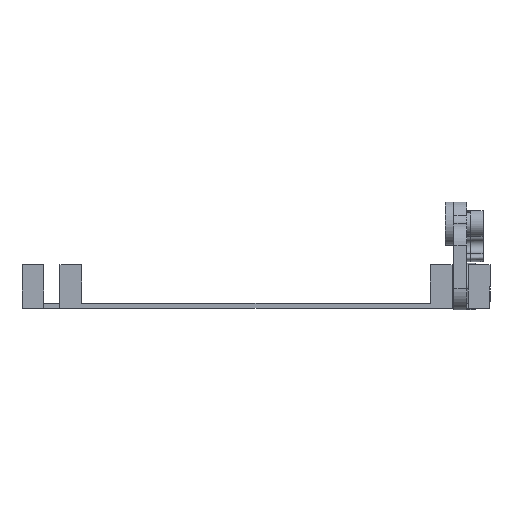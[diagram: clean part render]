
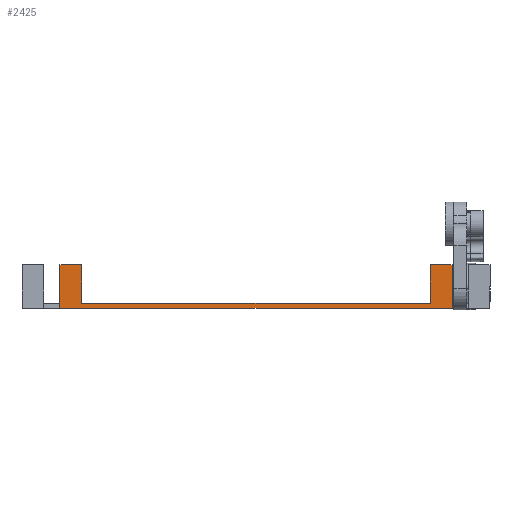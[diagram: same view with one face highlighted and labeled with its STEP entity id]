
A CAD part, left-side view. The second image highlights one B-rep face of the part: STEP entity #2425.
In plain terms, the highlighted planar face has unit normal (-1, 0, 0).
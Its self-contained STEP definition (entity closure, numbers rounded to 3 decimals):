
#150=PLANE('',#2677);
#277=FACE_OUTER_BOUND('',#424,.T.);
#424=EDGE_LOOP('',(#2151,#2152,#2153,#2154,#2155,#2156,#2157,#2158));
#698=LINE('',#5895,#942);
#700=LINE('',#5899,#944);
#701=LINE('',#5902,#945);
#707=LINE('',#5914,#951);
#710=LINE('',#5919,#954);
#725=LINE('',#5949,#969);
#729=LINE('',#5957,#973);
#730=LINE('',#5958,#974);
#942=VECTOR('',#3218,10.);
#944=VECTOR('',#3222,10.);
#945=VECTOR('',#3225,10.);
#951=VECTOR('',#3235,10.);
#954=VECTOR('',#3240,10.);
#969=VECTOR('',#3265,10.);
#973=VECTOR('',#3271,10.);
#974=VECTOR('',#3272,10.);
#1206=VERTEX_POINT('',#5890);
#1207=VERTEX_POINT('',#5893);
#1208=VERTEX_POINT('',#5897);
#1209=VERTEX_POINT('',#5901);
#1213=VERTEX_POINT('',#5913);
#1214=VERTEX_POINT('',#5918);
#1224=VERTEX_POINT('',#5947);
#1227=VERTEX_POINT('',#5956);
#1518=EDGE_CURVE('',#1206,#1207,#698,.T.);
#1520=EDGE_CURVE('',#1208,#1207,#700,.T.);
#1521=EDGE_CURVE('',#1206,#1209,#701,.T.);
#1527=EDGE_CURVE('',#1209,#1213,#707,.T.);
#1530=EDGE_CURVE('',#1213,#1214,#710,.T.);
#1545=EDGE_CURVE('',#1208,#1224,#725,.T.);
#1549=EDGE_CURVE('',#1227,#1224,#729,.T.);
#1550=EDGE_CURVE('',#1214,#1227,#730,.T.);
#2151=ORIENTED_EDGE('',*,*,#1545,.T.);
#2152=ORIENTED_EDGE('',*,*,#1549,.F.);
#2153=ORIENTED_EDGE('',*,*,#1550,.F.);
#2154=ORIENTED_EDGE('',*,*,#1530,.F.);
#2155=ORIENTED_EDGE('',*,*,#1527,.F.);
#2156=ORIENTED_EDGE('',*,*,#1521,.F.);
#2157=ORIENTED_EDGE('',*,*,#1518,.T.);
#2158=ORIENTED_EDGE('',*,*,#1520,.F.);
#2425=ADVANCED_FACE('',(#277),#150,.T.);
#2677=AXIS2_PLACEMENT_3D('',#5955,#3269,#3270);
#3218=DIRECTION('',(0.,0.,1.));
#3222=DIRECTION('',(0.,-1.,0.));
#3225=DIRECTION('',(0.,-1.,0.));
#3235=DIRECTION('',(0.,0.,1.));
#3240=DIRECTION('',(0.,-1.,0.));
#3265=DIRECTION('',(0.,0.,-1.));
#3269=DIRECTION('center_axis',(-1.,0.,0.));
#3270=DIRECTION('ref_axis',(0.,1.,0.));
#3271=DIRECTION('',(0.,1.,0.));
#3272=DIRECTION('',(0.,0.,-1.));
#5890=CARTESIAN_POINT('',(-114.6,89.2,0.));
#5893=CARTESIAN_POINT('',(-114.6,89.2,9.));
#5895=CARTESIAN_POINT('',(-114.6,89.2,0.));
#5897=CARTESIAN_POINT('',(-114.6,94.2,9.));
#5899=CARTESIAN_POINT('',(-114.6,89.2,9.));
#5901=CARTESIAN_POINT('',(-114.6,8.4,0.));
#5902=CARTESIAN_POINT('',(-114.6,8.4,0.));
#5913=CARTESIAN_POINT('',(-114.6,8.4,9.));
#5914=CARTESIAN_POINT('',(-114.6,8.4,0.));
#5918=CARTESIAN_POINT('',(-114.6,3.4,9.));
#5919=CARTESIAN_POINT('',(-114.6,8.4,9.));
#5947=CARTESIAN_POINT('',(-114.6,94.2,-1.1));
#5949=CARTESIAN_POINT('',(-114.6,94.2,0.));
#5955=CARTESIAN_POINT('Origin',(-114.6,3.4,0.));
#5956=CARTESIAN_POINT('',(-114.6,3.4,-1.1));
#5957=CARTESIAN_POINT('',(-114.6,8.4,-1.1));
#5958=CARTESIAN_POINT('',(-114.6,3.4,0.));
